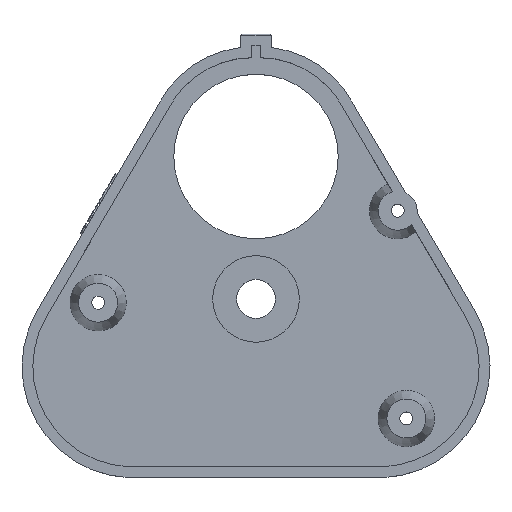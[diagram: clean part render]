
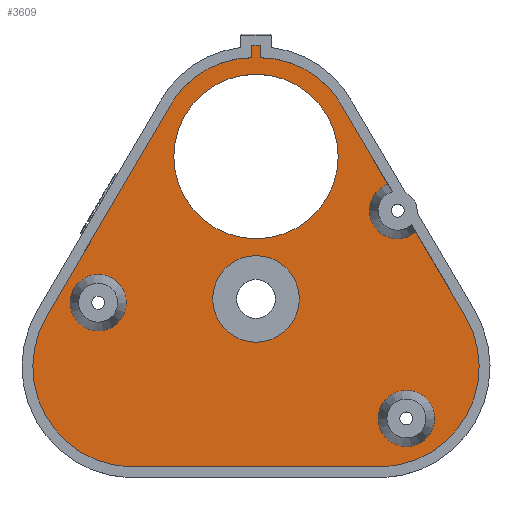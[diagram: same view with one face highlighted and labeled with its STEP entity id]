
A CAD part, top view. The second image highlights one B-rep face of the part: STEP entity #3609.
In plain terms, the highlighted planar face has unit normal (0, 0, 1).
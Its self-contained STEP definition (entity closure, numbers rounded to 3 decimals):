
#145=FACE_BOUND('',#1205,.T.);
#146=FACE_BOUND('',#1206,.T.);
#147=FACE_BOUND('',#1207,.T.);
#148=FACE_BOUND('',#1208,.T.);
#202=PLANE('',#3838);
#433=LINE('',#9829,#680);
#434=LINE('',#9833,#681);
#435=LINE('',#9835,#682);
#436=LINE('',#9837,#683);
#437=LINE('',#9841,#684);
#438=LINE('',#9845,#685);
#439=LINE('',#9848,#686);
#680=VECTOR('',#4480,10.);
#681=VECTOR('',#4483,10.);
#682=VECTOR('',#4484,10.);
#683=VECTOR('',#4485,10.);
#684=VECTOR('',#4488,10.);
#685=VECTOR('',#4491,10.);
#686=VECTOR('',#4494,10.);
#970=FACE_OUTER_BOUND('',#1204,.T.);
#1204=EDGE_LOOP('',(#3261,#3262,#3263,#3264,#3265,#3266,#3267,#3268,#3269,
#3270,#3271,#3272));
#1205=EDGE_LOOP('',(#3273));
#1206=EDGE_LOOP('',(#3274));
#1207=EDGE_LOOP('',(#3275));
#1208=EDGE_LOOP('',(#3276));
#1475=CIRCLE('',#3836,6.5);
#1477=CIRCLE('',#3839,6.5);
#1478=CIRCLE('',#3840,21.954);
#1479=CIRCLE('',#3841,21.954);
#1480=CIRCLE('',#3842,23.09);
#1481=CIRCLE('',#3843,23.09);
#1482=CIRCLE('',#3844,6.5);
#1483=CIRCLE('',#3845,10.);
#1484=CIRCLE('',#3846,19.);
#1781=VERTEX_POINT('',#9819);
#1783=VERTEX_POINT('',#9825);
#1784=VERTEX_POINT('',#9826);
#1785=VERTEX_POINT('',#9828);
#1786=VERTEX_POINT('',#9830);
#1787=VERTEX_POINT('',#9832);
#1788=VERTEX_POINT('',#9834);
#1789=VERTEX_POINT('',#9836);
#1790=VERTEX_POINT('',#9838);
#1791=VERTEX_POINT('',#9840);
#1792=VERTEX_POINT('',#9842);
#1793=VERTEX_POINT('',#9844);
#1794=VERTEX_POINT('',#9846);
#1795=VERTEX_POINT('',#9849);
#1796=VERTEX_POINT('',#9851);
#1797=VERTEX_POINT('',#9853);
#2287=EDGE_CURVE('',#1781,#1781,#1475,.T.);
#2290=EDGE_CURVE('',#1783,#1784,#1477,.T.);
#2291=EDGE_CURVE('',#1785,#1783,#433,.T.);
#2292=EDGE_CURVE('',#1786,#1785,#1478,.T.);
#2293=EDGE_CURVE('',#1787,#1786,#434,.T.);
#2294=EDGE_CURVE('',#1788,#1787,#435,.T.);
#2295=EDGE_CURVE('',#1789,#1788,#436,.T.);
#2296=EDGE_CURVE('',#1790,#1789,#1479,.T.);
#2297=EDGE_CURVE('',#1791,#1790,#437,.T.);
#2298=EDGE_CURVE('',#1792,#1791,#1480,.T.);
#2299=EDGE_CURVE('',#1793,#1792,#438,.T.);
#2300=EDGE_CURVE('',#1794,#1793,#1481,.T.);
#2301=EDGE_CURVE('',#1784,#1794,#439,.T.);
#2302=EDGE_CURVE('',#1795,#1795,#1482,.T.);
#2303=EDGE_CURVE('',#1796,#1796,#1483,.T.);
#2304=EDGE_CURVE('',#1797,#1797,#1484,.T.);
#3261=ORIENTED_EDGE('',*,*,#2290,.F.);
#3262=ORIENTED_EDGE('',*,*,#2291,.F.);
#3263=ORIENTED_EDGE('',*,*,#2292,.F.);
#3264=ORIENTED_EDGE('',*,*,#2293,.F.);
#3265=ORIENTED_EDGE('',*,*,#2294,.F.);
#3266=ORIENTED_EDGE('',*,*,#2295,.F.);
#3267=ORIENTED_EDGE('',*,*,#2296,.F.);
#3268=ORIENTED_EDGE('',*,*,#2297,.F.);
#3269=ORIENTED_EDGE('',*,*,#2298,.F.);
#3270=ORIENTED_EDGE('',*,*,#2299,.F.);
#3271=ORIENTED_EDGE('',*,*,#2300,.F.);
#3272=ORIENTED_EDGE('',*,*,#2301,.F.);
#3273=ORIENTED_EDGE('',*,*,#2302,.F.);
#3274=ORIENTED_EDGE('',*,*,#2303,.T.);
#3275=ORIENTED_EDGE('',*,*,#2304,.F.);
#3276=ORIENTED_EDGE('',*,*,#2287,.F.);
#3609=ADVANCED_FACE('',(#970,#145,#146,#147,#148),#202,.T.);
#3836=AXIS2_PLACEMENT_3D('',#9820,#4471,#4472);
#3838=AXIS2_PLACEMENT_3D('',#9824,#4476,#4477);
#3839=AXIS2_PLACEMENT_3D('',#9827,#4478,#4479);
#3840=AXIS2_PLACEMENT_3D('',#9831,#4481,#4482);
#3841=AXIS2_PLACEMENT_3D('',#9839,#4486,#4487);
#3842=AXIS2_PLACEMENT_3D('',#9843,#4489,#4490);
#3843=AXIS2_PLACEMENT_3D('',#9847,#4492,#4493);
#3844=AXIS2_PLACEMENT_3D('',#9850,#4495,#4496);
#3845=AXIS2_PLACEMENT_3D('',#9852,#4497,#4498);
#3846=AXIS2_PLACEMENT_3D('',#9854,#4499,#4500);
#4471=DIRECTION('center_axis',(0.,0.,1.));
#4472=DIRECTION('ref_axis',(1.,0.,0.));
#4476=DIRECTION('center_axis',(0.,0.,1.));
#4477=DIRECTION('ref_axis',(-1.,0.,0.));
#4478=DIRECTION('center_axis',(0.,0.,1.));
#4479=DIRECTION('ref_axis',(-1.,0.,0.));
#4480=DIRECTION('',(0.506,-0.862,0.));
#4481=DIRECTION('center_axis',(0.,0.,-1.));
#4482=DIRECTION('ref_axis',(0.89,0.456,0.));
#4483=DIRECTION('',(0.,-1.,0.));
#4484=DIRECTION('',(1.,0.,0.));
#4485=DIRECTION('',(0.,1.,0.));
#4486=DIRECTION('center_axis',(0.,0.,-1.));
#4487=DIRECTION('ref_axis',(-0.01,1.,0.));
#4488=DIRECTION('',(0.506,0.862,0.));
#4489=DIRECTION('center_axis',(0.,0.,-1.));
#4490=DIRECTION('ref_axis',(-0.862,0.506,0.));
#4491=DIRECTION('',(-1.,0.,0.));
#4492=DIRECTION('center_axis',(0.,0.,-1.));
#4493=DIRECTION('ref_axis',(0.043,-0.999,0.));
#4494=DIRECTION('',(0.506,-0.862,0.));
#4495=DIRECTION('center_axis',(0.,0.,1.));
#4496=DIRECTION('ref_axis',(1.,0.,0.));
#4497=DIRECTION('center_axis',(0.,0.,-1.));
#4498=DIRECTION('ref_axis',(-1.,0.,0.));
#4499=DIRECTION('center_axis',(0.,0.,1.));
#4500=DIRECTION('ref_axis',(1.,0.,0.));
#9819=CARTESIAN_POINT('',(28.237,-27.637,2.));
#9820=CARTESIAN_POINT('Origin',(34.737,-27.637,2.));
#9824=CARTESIAN_POINT('Origin',(0.,9.909,2.));
#9825=CARTESIAN_POINT('',(30.471,26.485,2.));
#9826=CARTESIAN_POINT('',(36.949,15.451,2.));
#9827=CARTESIAN_POINT('Origin',(32.719,20.387,2.));
#9828=CARTESIAN_POINT('',(20.32,43.772,2.));
#9829=CARTESIAN_POINT('',(48.384,-4.022,2.));
#9830=CARTESIAN_POINT('',(1.,55.717,2.));
#9831=CARTESIAN_POINT('Origin',(0.78,33.764,2.));
#9832=CARTESIAN_POINT('',(1.,58.6,2.));
#9833=CARTESIAN_POINT('',(1.,55.717,2.));
#9834=CARTESIAN_POINT('',(-1.,58.6,2.));
#9835=CARTESIAN_POINT('',(1.,58.6,2.));
#9836=CARTESIAN_POINT('',(-1.,55.717,2.));
#9837=CARTESIAN_POINT('',(-1.,58.6,2.));
#9838=CARTESIAN_POINT('',(-20.32,43.772,2.));
#9839=CARTESIAN_POINT('Origin',(-0.78,33.764,2.));
#9840=CARTESIAN_POINT('',(-48.384,-4.022,2.));
#9841=CARTESIAN_POINT('',(-20.32,43.772,2.));
#9842=CARTESIAN_POINT('',(-29.476,-38.782,2.));
#9843=CARTESIAN_POINT('Origin',(-28.472,-15.714,2.));
#9844=CARTESIAN_POINT('',(29.476,-38.782,2.));
#9845=CARTESIAN_POINT('',(-29.476,-38.782,2.));
#9846=CARTESIAN_POINT('',(48.384,-4.022,2.));
#9847=CARTESIAN_POINT('Origin',(28.472,-15.714,2.));
#9848=CARTESIAN_POINT('',(48.384,-4.022,2.));
#9849=CARTESIAN_POINT('',(-42.964,-0.882,2.));
#9850=CARTESIAN_POINT('Origin',(-36.464,-0.882,2.));
#9851=CARTESIAN_POINT('',(10.,0.,2.));
#9852=CARTESIAN_POINT('Origin',(0.,0.,2.));
#9853=CARTESIAN_POINT('',(-19.,32.894,2.));
#9854=CARTESIAN_POINT('Origin',(0.,32.894,2.));
